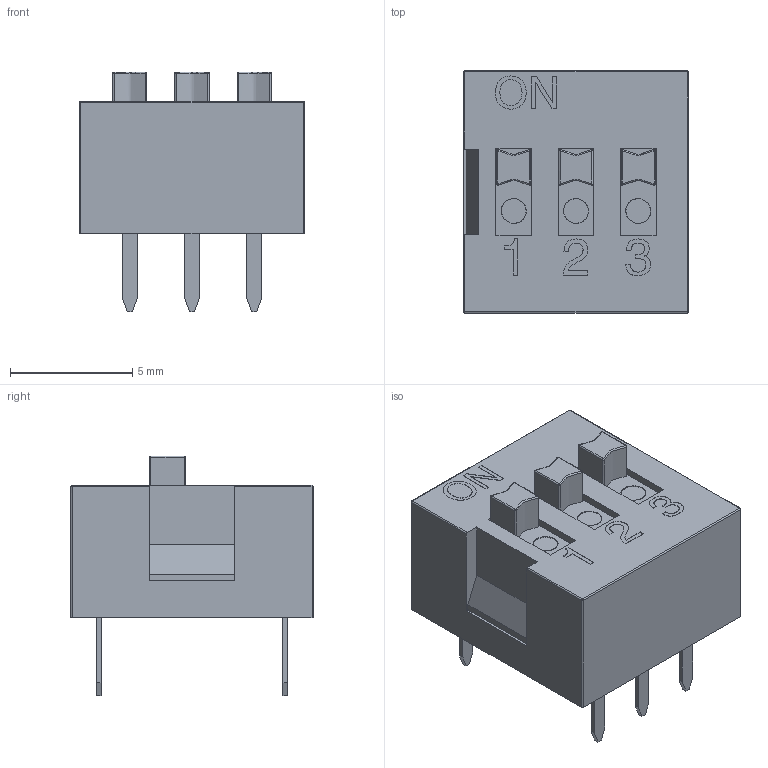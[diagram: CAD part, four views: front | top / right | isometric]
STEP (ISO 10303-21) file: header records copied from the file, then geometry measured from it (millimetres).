
FILE_DESCRIPTION(('Open CASCADE Model'),'2;1');
FILE_NAME('Open CASCADE Shape Model','2025-12-29T19:44:20',('Author'),( 'Open CASCADE'),'Open CASCADE STEP processor 7.8','Open CASCADE 7.8' ,'Unknown');
FILE_SCHEMA(('AUTOMOTIVE_DESIGN { 1 0 10303 214 1 1 1 1 }'));
Length unit declared in the file: millimetre
Products named in the file (1): COMPOUND
Bounding box: 9.18 x 9.9 x 9.8 mm (x, y, z)
Volume: 453.4 mm3; surface area: 494 mm2
Topology: 15 solids, 15 shells, 512 faces, 1309 edges, 852 vertices
Faces by surface type: bspline 512
Entity records: 21171 total; most frequent: CARTESIAN_POINT 9807, ORIENTED_EDGE 2610, EDGE_CURVE 1305, B_SPLINE_CURVE_WITH_KNOTS 1215, VERTEX_POINT 852, FACE_BOUND 553, EDGE_LOOP 553, ADVANCED_FACE 512
